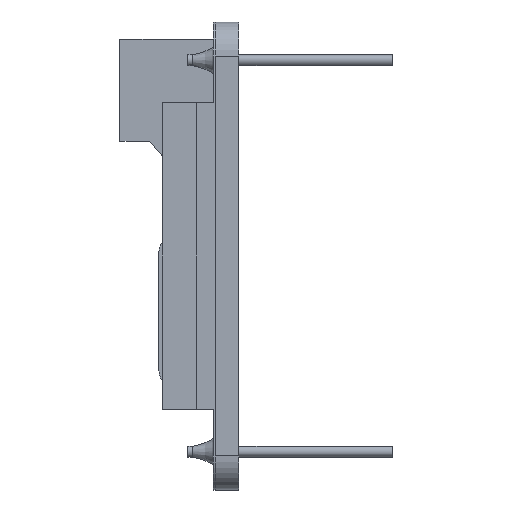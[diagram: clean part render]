
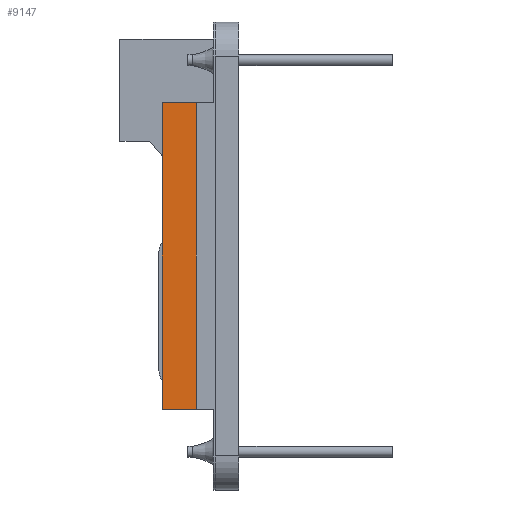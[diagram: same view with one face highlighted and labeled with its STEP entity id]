
A CAD part, left-side view. The second image highlights one B-rep face of the part: STEP entity #9147.
In plain terms, the highlighted planar face has unit normal (-1, 0, 0).
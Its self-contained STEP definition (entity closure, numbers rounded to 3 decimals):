
#299 = LINE ( 'NONE', #6055, #8078 ) ;
#535 = ORIENTED_EDGE ( 'NONE', *, *, #9000, .F. ) ;
#660 = DIRECTION ( 'NONE',  ( 0., 0., -1. ) ) ;
#1664 = VECTOR ( 'NONE', #5457, 1000. ) ;
#1716 = EDGE_LOOP ( 'NONE', ( #535, #4813, #5999, #12176 ) ) ;
#2176 = CARTESIAN_POINT ( 'NONE',  ( -21.875, 33.312, -9. ) ) ;
#2736 = VERTEX_POINT ( 'NONE', #12184 ) ;
#2755 = DIRECTION ( 'NONE',  ( 0., 0., 1. ) ) ;
#3242 = AXIS2_PLACEMENT_3D ( 'NONE', #2176, #10699, #660 ) ;
#3522 = DIRECTION ( 'NONE',  ( 0., -1., 0. ) ) ;
#3569 = EDGE_CURVE ( 'NONE', #5540, #10101, #4753, .T. ) ;
#4740 = PLANE ( 'NONE',  #3242 ) ;
#4753 = LINE ( 'NONE', #11855, #6802 ) ;
#4813 = ORIENTED_EDGE ( 'NONE', *, *, #6124, .T. ) ;
#5457 = DIRECTION ( 'NONE',  ( 0., -1., 0. ) ) ;
#5540 = VERTEX_POINT ( 'NONE', #6833 ) ;
#5999 = ORIENTED_EDGE ( 'NONE', *, *, #9009, .T. ) ;
#6055 = CARTESIAN_POINT ( 'NONE',  ( -21.875, 4.5, -9. ) ) ;
#6124 = EDGE_CURVE ( 'NONE', #9291, #2736, #11514, .T. ) ;
#6802 = VECTOR ( 'NONE', #3522, 1000. ) ;
#6833 = CARTESIAN_POINT ( 'NONE',  ( -21.875, 4.5, 9. ) ) ;
#7269 = CARTESIAN_POINT ( 'NONE',  ( -21.875, 2.5, 9. ) ) ;
#8078 = VECTOR ( 'NONE', #9950, 1000. ) ;
#9000 = EDGE_CURVE ( 'NONE', #9291, #5540, #299, .T. ) ;
#9009 = EDGE_CURVE ( 'NONE', #2736, #10101, #15816, .T. ) ;
#9147 = ADVANCED_FACE ( 'NONE', ( #16471 ), #4740, .F. ) ;
#9291 = VERTEX_POINT ( 'NONE', #11209 ) ;
#9950 = DIRECTION ( 'NONE',  ( 0., 0., 1. ) ) ;
#10101 = VERTEX_POINT ( 'NONE', #7269 ) ;
#10501 = VECTOR ( 'NONE', #2755, 1000. ) ;
#10699 = DIRECTION ( 'NONE',  ( 1., 0., 0. ) ) ;
#11209 = CARTESIAN_POINT ( 'NONE',  ( -21.875, 4.5, -9. ) ) ;
#11514 = LINE ( 'NONE', #16910, #1664 ) ;
#11855 = CARTESIAN_POINT ( 'NONE',  ( -21.875, 33.312, 9. ) ) ;
#12176 = ORIENTED_EDGE ( 'NONE', *, *, #3569, .F. ) ;
#12184 = CARTESIAN_POINT ( 'NONE',  ( -21.875, 2.5, -9. ) ) ;
#15720 = CARTESIAN_POINT ( 'NONE',  ( -21.875, 2.5, -9. ) ) ;
#15816 = LINE ( 'NONE', #15720, #10501 ) ;
#16471 = FACE_OUTER_BOUND ( 'NONE', #1716, .T. ) ;
#16910 = CARTESIAN_POINT ( 'NONE',  ( -21.875, 33.312, -9. ) ) ;
